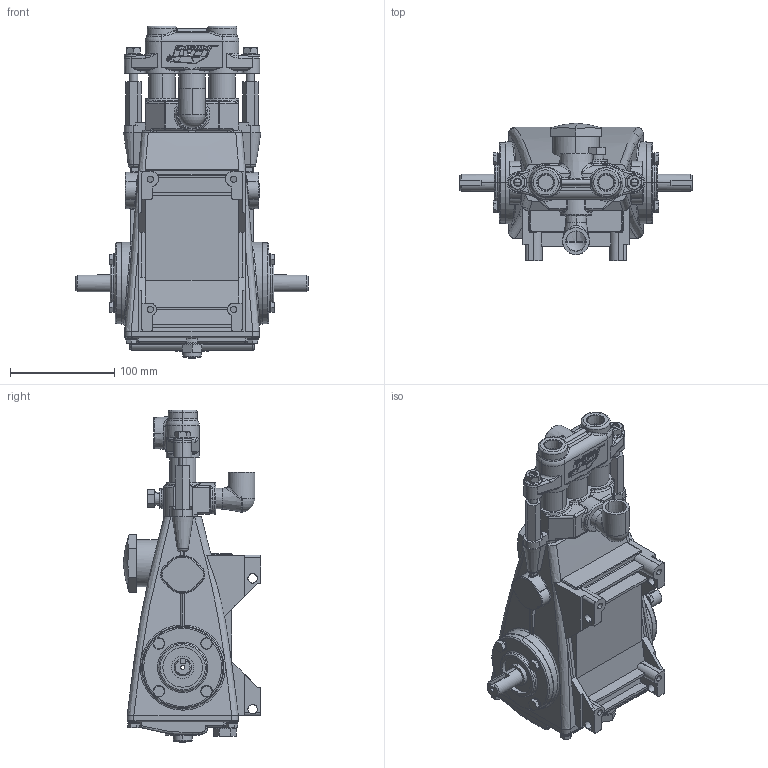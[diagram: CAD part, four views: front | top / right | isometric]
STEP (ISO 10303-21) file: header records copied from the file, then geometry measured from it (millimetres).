
FILE_DESCRIPTION (( 'STEP AP214' ), '1' );
FILE_NAME ('333.STEP', '2010-04-14T13:47:02', ( 'Mary Jo Helmbrecht' ), ( 'DDC' ), 'SwSTEP 2.0', 'SolidWorks 2010', '' );
FILE_SCHEMA (( 'AUTOMOTIVE_DESIGN' ));
Length unit declared in the file: millimetre
Products named in the file (1): 333
Bounding box: 223.01 x 132.08 x 318.68 mm (x, y, z)
Surface area: 203481.5 mm2 (no closed solid volume)
Topology: 0 solids, 29 shells, 1264 faces, 3727 edges, 2319 vertices
Faces by surface type: plane 501, cylinder 397, bspline 152, torus 133, cone 66, sphere 15
Entity records: 84481 total; most frequent: CARTESIAN_POINT 38861, DIRECTION 6476, ORIENTED_EDGE 6370, EDGE_CURVE 3687, AXIS2_PLACEMENT_3D 2330, VERTEX_POINT 2319, VECTOR 1816, LINE 1816
